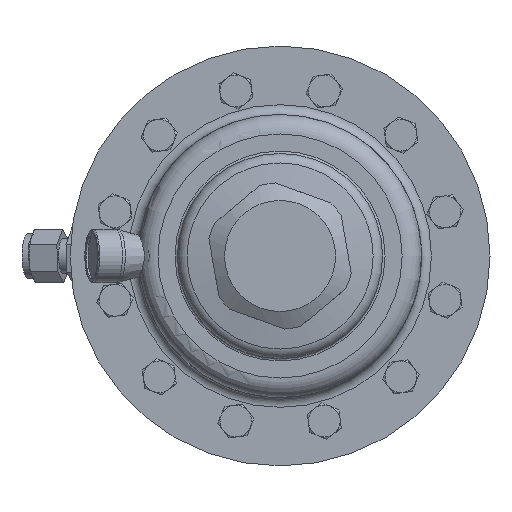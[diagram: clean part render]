
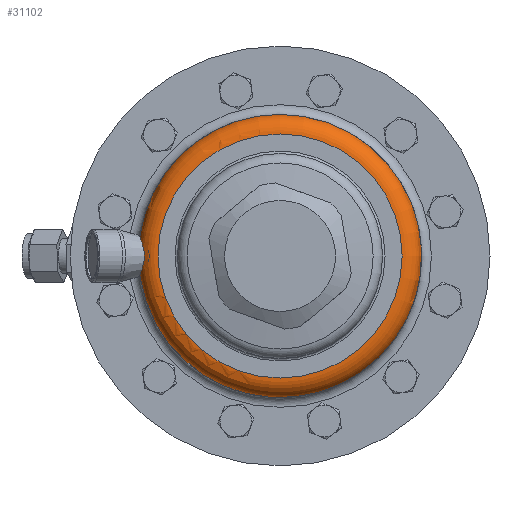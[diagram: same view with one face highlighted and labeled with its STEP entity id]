
A CAD part, front view. The second image highlights one B-rep face of the part: STEP entity #31102.
In plain terms, the highlighted toroidal (fillet/blend) face has major radius 50 mm and minor radius 8 mm.
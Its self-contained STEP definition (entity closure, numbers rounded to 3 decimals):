
#133 = CARTESIAN_POINT ( 'NONE',  ( -57.389, -478.125, -8.14 ) ) ;
#598 = VERTEX_POINT ( 'NONE', #24037 ) ;
#2590 = CARTESIAN_POINT ( 'NONE',  ( -57.4, -477.694, -8.326 ) ) ;
#2793 = CARTESIAN_POINT ( 'NONE',  ( -57.315, -478.939, -7.706 ) ) ;
#2995 = CARTESIAN_POINT ( 'NONE',  ( -55.628, -482.93, 0.93 ) ) ;
#3365 = DIRECTION ( 'NONE',  ( 0., 0., 1. ) ) ;
#5054 = ORIENTED_EDGE ( 'NONE', *, *, #33744, .T. ) ;
#5306 = CARTESIAN_POINT ( 'NONE',  ( -56.075, -482.325, 3.595 ) ) ;
#5887 = CARTESIAN_POINT ( 'NONE',  ( -57.31, -478.926, 7.703 ) ) ;
#6462 = CARTESIAN_POINT ( 'NONE',  ( 0., -477.25, 0. ) ) ;
#6621 = AXIS2_PLACEMENT_3D ( 'NONE', #6462, #29700, #3365 ) ;
#6932 = CIRCLE ( 'NONE', #33869, 58. ) ;
#7359 = AXIS2_PLACEMENT_3D ( 'NONE', #28706, #25832, #37108 ) ;
#7412 = CARTESIAN_POINT ( 'NONE',  ( -57.334, -478.727, 7.819 ) ) ;
#8034 = DIRECTION ( 'NONE',  ( 0., -1., 0. ) ) ;
#8214 = VERTEX_POINT ( 'NONE', #34223 ) ;
#8355 = CARTESIAN_POINT ( 'NONE',  ( -56.992, -480.378, 6.592 ) ) ;
#8750 = CARTESIAN_POINT ( 'NONE',  ( -56.773, -480.989, -5.923 ) ) ;
#8939 = CARTESIAN_POINT ( 'NONE',  ( -56.478, -481.626, -5.004 ) ) ;
#9117 = CARTESIAN_POINT ( 'NONE',  ( -57.213, -479.502, 7.319 ) ) ;
#11210 = CARTESIAN_POINT ( 'NONE',  ( -56.656, -481.26, -5.57 ) ) ;
#11616 = CARTESIAN_POINT ( 'NONE',  ( -55.628, -482.931, -0.925 ) ) ;
#12385 = ORIENTED_EDGE ( 'NONE', *, *, #14414, .F. ) ;
#13145 = CARTESIAN_POINT ( 'NONE',  ( -57.377, -477.25, 8.477 ) ) ;
#14075 = CIRCLE ( 'NONE', #7359, 50. ) ;
#14107 = CARTESIAN_POINT ( 'NONE',  ( -56.989, -480.385, -6.584 ) ) ;
#14299 = CARTESIAN_POINT ( 'NONE',  ( -55.602, -482.961, 0.461 ) ) ;
#14313 = ORIENTED_EDGE ( 'NONE', *, *, #22754, .T. ) ;
#14414 = EDGE_CURVE ( 'NONE', #598, #598, #14075, .T. ) ;
#14500 = CARTESIAN_POINT ( 'NONE',  ( -56.774, -480.986, 5.927 ) ) ;
#14694 = CARTESIAN_POINT ( 'NONE',  ( -57.091, -480.046, 6.898 ) ) ;
#15255 = FACE_OUTER_BOUND ( 'NONE', #20242, .T. ) ;
#16117 = VERTEX_POINT ( 'NONE', #18298 ) ;
#16507 = DIRECTION ( 'NONE',  ( 0., 0., 1. ) ) ;
#17032 = CARTESIAN_POINT ( 'NONE',  ( -56.299, -481.955, -4.412 ) ) ;
#17614 = CARTESIAN_POINT ( 'NONE',  ( -56.655, -481.263, 5.566 ) ) ;
#17817 = CARTESIAN_POINT ( 'NONE',  ( -55.602, -482.961, -0.466 ) ) ;
#18298 = CARTESIAN_POINT ( 'NONE',  ( -57.377, -477.25, 8.477 ) ) ;
#20242 = EDGE_LOOP ( 'NONE', ( #12385 ) ) ;
#20691 = CARTESIAN_POINT ( 'NONE',  ( -55.971, -482.476, -3.17 ) ) ;
#21928 = TOROIDAL_SURFACE ( 'NONE', #6621, 50., 8. ) ;
#22754 = EDGE_CURVE ( 'NONE', #8214, #16117, #6932, .T. ) ;
#22796 = CARTESIAN_POINT ( 'NONE',  ( -57.399, -477.693, 8.326 ) ) ;
#22995 = CARTESIAN_POINT ( 'NONE',  ( -56.075, -482.325, -3.595 ) ) ;
#23055 = CARTESIAN_POINT ( 'NONE',  ( 0., -477.25, 0. ) ) ;
#23206 = CARTESIAN_POINT ( 'NONE',  ( -55.7, -482.84, -1.608 ) ) ;
#24037 = CARTESIAN_POINT ( 'NONE',  ( 0., -485.25, 50. ) ) ;
#25832 = DIRECTION ( 'NONE',  ( 0., -1., 0. ) ) ;
#26079 = CARTESIAN_POINT ( 'NONE',  ( -55.8, -482.712, -2.285 ) ) ;
#26277 = CARTESIAN_POINT ( 'NONE',  ( -56.298, -481.961, 4.419 ) ) ;
#26487 = CARTESIAN_POINT ( 'NONE',  ( -55.84, -482.658, -2.51 ) ) ;
#26682 = CARTESIAN_POINT ( 'NONE',  ( -55.73, -482.803, -1.834 ) ) ;
#28571 = B_SPLINE_CURVE_WITH_KNOTS ( 'NONE', 3,
 ( #13145, #22796, #33740, #7412, #5887, #37540, #9117, #14694, #8355, #14500, #17614, #31611, #26277, #5306, #29337, #31996, #28953, #2995, #14299, #17817, #11616, #23206, #26682, #26079, #26487, #20691, #22995, #37919, #17032, #34857, #8939, #11210, #8750, #14107, #28765, #34649, #2793, #133, #2590, #32385 ),
 .UNSPECIFIED., .F., .F.,
 ( 4, 2, 2, 2, 2, 2, 2, 2, 2, 2, 2, 2, 2, 2, 2, 2, 2, 2, 2, 4 ),
 ( 0., 0.001, 0.002, 0.003, 0.004, 0.006, 0.007, 0.008, 0.01, 0.011, 0.012, 0.013, 0.014, 0.015, 0.016, 0.017, 0.018, 0.019, 0.021, 0.022 ),
 .UNSPECIFIED. ) ;
#28706 = CARTESIAN_POINT ( 'NONE',  ( 0., -485.25, 0. ) ) ;
#28765 = CARTESIAN_POINT ( 'NONE',  ( -57.089, -480.053, -6.892 ) ) ;
#28953 = CARTESIAN_POINT ( 'NONE',  ( -55.725, -482.809, 1.841 ) ) ;
#29337 = CARTESIAN_POINT ( 'NONE',  ( -55.97, -482.478, 3.163 ) ) ;
#29700 = DIRECTION ( 'NONE',  ( 0., -1., 0. ) ) ;
#31102 = ADVANCED_FACE ( 'NONE', ( #15255, #32191 ), #21928, .T. ) ;
#31260 = EDGE_LOOP ( 'NONE', ( #14313, #5054 ) ) ;
#31611 = CARTESIAN_POINT ( 'NONE',  ( -56.417, -481.75, 4.813 ) ) ;
#31996 = CARTESIAN_POINT ( 'NONE',  ( -55.795, -482.719, 2.287 ) ) ;
#32191 = FACE_OUTER_BOUND ( 'NONE', #31260, .T. ) ;
#32385 = CARTESIAN_POINT ( 'NONE',  ( -57.377, -477.25, -8.477 ) ) ;
#33740 = CARTESIAN_POINT ( 'NONE',  ( -57.389, -478.118, 8.143 ) ) ;
#33744 = EDGE_CURVE ( 'NONE', #16117, #8214, #28571, .T. ) ;
#33869 = AXIS2_PLACEMENT_3D ( 'NONE', #23055, #8034, #16507 ) ;
#34223 = CARTESIAN_POINT ( 'NONE',  ( -57.377, -477.25, -8.477 ) ) ;
#34649 = CARTESIAN_POINT ( 'NONE',  ( -57.253, -479.325, -7.457 ) ) ;
#34857 = CARTESIAN_POINT ( 'NONE',  ( -56.417, -481.741, -4.809 ) ) ;
#37108 = DIRECTION ( 'NONE',  ( 0., 0., 1. ) ) ;
#37540 = CARTESIAN_POINT ( 'NONE',  ( -57.249, -479.313, 7.453 ) ) ;
#37919 = CARTESIAN_POINT ( 'NONE',  ( -56.242, -482.053, -4.211 ) ) ;
